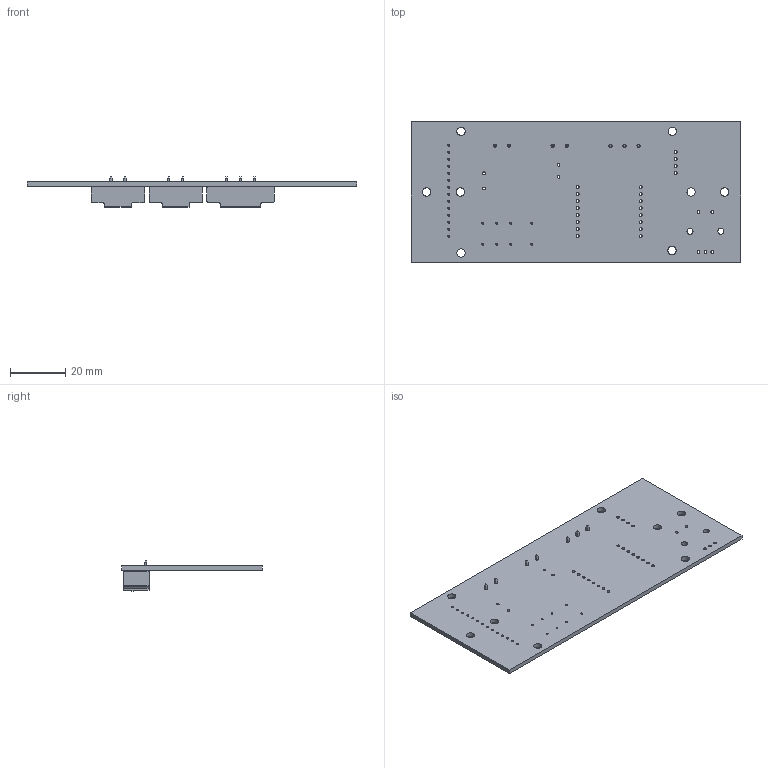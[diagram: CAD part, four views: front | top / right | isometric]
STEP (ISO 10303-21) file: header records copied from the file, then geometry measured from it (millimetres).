
FILE_DESCRIPTION(('FreeCAD Model'),'2;1');
FILE_NAME( 'Thermostat2.step', '2019-03-05T19:04:41',('kicad StepUp'),('ksu MCAD'), 'Open CASCADE STEP processor 7.2','FreeCAD','Unknown');
FILE_SCHEMA(('AUTOMOTIVE_DESIGN { 1 0 10303 214 1 1 1 1 }'));
Length unit declared in the file: millimetre
Products named in the file (8): Thermostat; Board_Geoms; Pcb; Step_Models; Bot; J4_MC_01x02_GF_5_08mm_5C235F1C; J1_MC_01x03_GF_5_08mm_5C235F84; J3_MC_01x02_GF_5_08mm_5C235F8C
Assembly tree (7 placements, depth 4):
  Thermostat
    Board_Geoms
      Pcb
    Step_Models
      Bot
        J4_MC_01x02_GF_5_08mm_5C235F1C
        J1_MC_01x03_GF_5_08mm_5C235F84
        J3_MC_01x02_GF_5_08mm_5C235F8C
Bounding box: 119.38 x 50.8 x 10.95 mm (x, y, z)
Volume: 12630.6 mm3; surface area: 16613.5 mm2
Topology: 4 solids, 4 shells, 383 faces, 976 edges, 634 vertices
Faces by surface type: plane 284, cylinder 99
Full cylindrical faces by diameter (mm): 0.7 x8, 0.762 x14, 1 x9, 1.016 x20, 1.2 x7, 2 x6, 2.2 x2, 3 x8
Entity records: 14036 total; most frequent: CARTESIAN_POINT 2001, DIRECTION 1962, ORIENTED_EDGE 1952, EDGE_CURVE 976, LINE 772, VECTOR 772, VERTEX_POINT 634, AXIS2_PLACEMENT_3D 595
